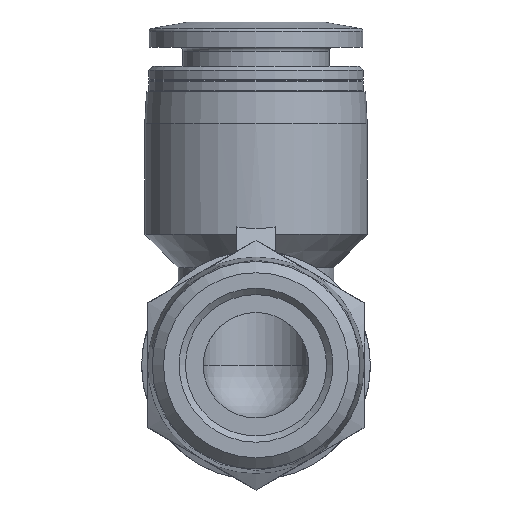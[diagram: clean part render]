
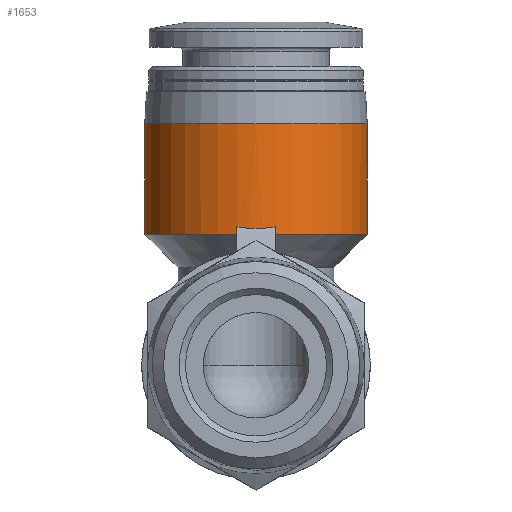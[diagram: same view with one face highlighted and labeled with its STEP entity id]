
A CAD part, front view. The second image highlights one B-rep face of the part: STEP entity #1653.
In plain terms, the highlighted cylindrical face has radius 8.75 mm (diameter 17.5 mm), a full revolution.
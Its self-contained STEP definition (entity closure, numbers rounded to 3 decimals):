
#48=LINE('',#2308,#84);
#49=LINE('',#2312,#85);
#84=VECTOR('',#1919,1000.);
#85=VECTOR('',#1922,1000.);
#217=CIRCLE('',#1749,8.75);
#218=CIRCLE('',#1751,8.75);
#298=ORIENTED_EDGE('',*,*,#610,.F.);
#299=ORIENTED_EDGE('',*,*,#611,.T.);
#300=ORIENTED_EDGE('',*,*,#612,.F.);
#301=ORIENTED_EDGE('',*,*,#613,.F.);
#302=ORIENTED_EDGE('',*,*,#614,.T.);
#610=EDGE_CURVE('',#762,#763,#217,.T.);
#611=EDGE_CURVE('',#762,#764,#48,.F.);
#612=EDGE_CURVE('',#765,#764,#848,.T.);
#613=EDGE_CURVE('',#763,#765,#49,.F.);
#614=EDGE_CURVE('',#766,#766,#218,.T.);
#762=VERTEX_POINT('',#2306);
#763=VERTEX_POINT('',#2307);
#764=VERTEX_POINT('',#2309);
#765=VERTEX_POINT('',#2311);
#766=VERTEX_POINT('',#2314);
#848=ELLIPSE('',#1750,12.374,8.75);
#858=EDGE_LOOP('',(#298,#299,#300,#301));
#859=EDGE_LOOP('',(#302));
#969=FACE_BOUND('',#858,.T.);
#970=FACE_BOUND('',#859,.T.);
#1073=CYLINDRICAL_SURFACE('',#1748,8.75);
#1653=ADVANCED_FACE('',(#969,#970),#1073,.T.);
#1748=AXIS2_PLACEMENT_3D('',#2304,#1915,#1916);
#1749=AXIS2_PLACEMENT_3D('',#2305,#1917,#1918);
#1750=AXIS2_PLACEMENT_3D('',#2310,#1920,#1921);
#1751=AXIS2_PLACEMENT_3D('',#2313,#1923,#1924);
#1915=DIRECTION('',(0.,0.,-1.));
#1916=DIRECTION('',(-1.,0.,0.));
#1917=DIRECTION('',(0.,0.,-1.));
#1918=DIRECTION('',(-1.,0.,0.));
#1919=DIRECTION('',(0.,0.,-1.));
#1920=DIRECTION('',(0.,0.707,-0.707));
#1921=DIRECTION('',(0.,-0.707,-0.707));
#1922=DIRECTION('',(0.,0.,-1.));
#1923=DIRECTION('',(0.,0.,-1.));
#1924=DIRECTION('',(-1.,0.,0.));
#2304=CARTESIAN_POINT('',(0.,20.,0.));
#2305=CARTESIAN_POINT('',(0.,20.,10.3));
#2306=CARTESIAN_POINT('',(-1.5,11.38,10.3));
#2307=CARTESIAN_POINT('',(1.5,11.38,10.3));
#2308=CARTESIAN_POINT('',(-1.5,11.38,0.));
#2309=CARTESIAN_POINT('',(-1.5,11.38,10.88));
#2310=CARTESIAN_POINT('',(0.,20.,19.5));
#2311=CARTESIAN_POINT('',(1.5,11.38,10.88));
#2312=CARTESIAN_POINT('',(1.5,11.38,0.));
#2313=CARTESIAN_POINT('',(0.,20.,19.));
#2314=CARTESIAN_POINT('',(-8.75,20.,19.));
